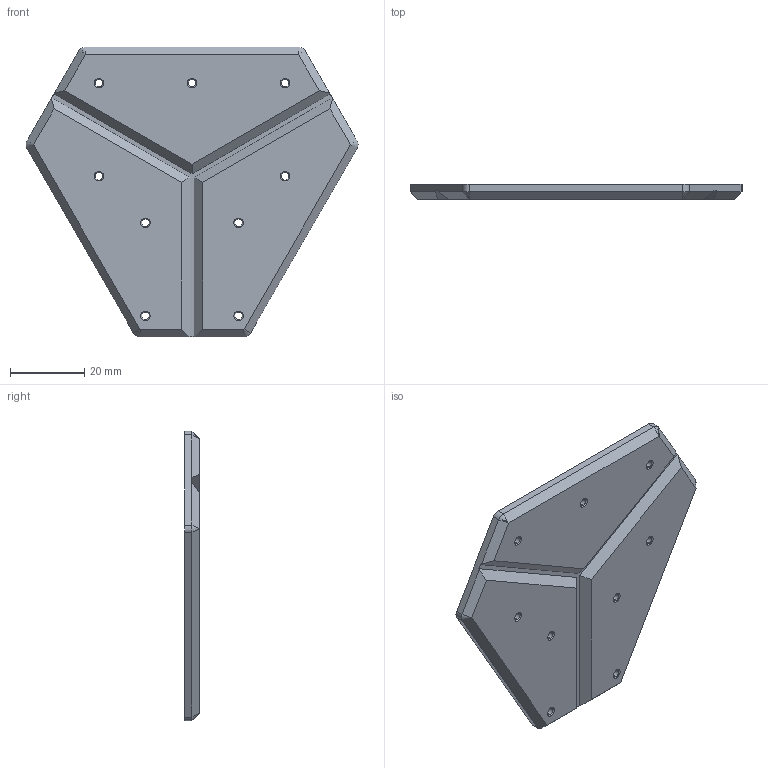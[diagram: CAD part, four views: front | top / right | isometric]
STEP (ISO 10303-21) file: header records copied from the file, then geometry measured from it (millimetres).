
FILE_DESCRIPTION (( 'STEP AP214' ), '1' );
FILE_NAME ('piezo-top-plate.STEP', '2023-07-11T17:32:19', ( '' ), ( '' ), 'SwSTEP 2.0', 'SolidWorks 2021', '' );
FILE_SCHEMA (( 'AUTOMOTIVE_DESIGN' ));
Length unit declared in the file: millimetre
Products named in the file (1): piezo-top-plate
Bounding box: 89.15 x 4 x 77.74 mm (x, y, z)
Volume: 18575.2 mm3; surface area: 11223.2 mm2
Topology: 1 solids, 1 shells, 92 faces, 222 edges, 126 vertices
Faces by surface type: cone 42, plane 26, cylinder 24
Entity records: 3058 total; most frequent: DIRECTION 486, CARTESIAN_POINT 435, ORIENTED_EDGE 432, EDGE_CURVE 216, AXIS2_PLACEMENT_3D 177, VECTOR 132, LINE 132, VERTEX_POINT 126
